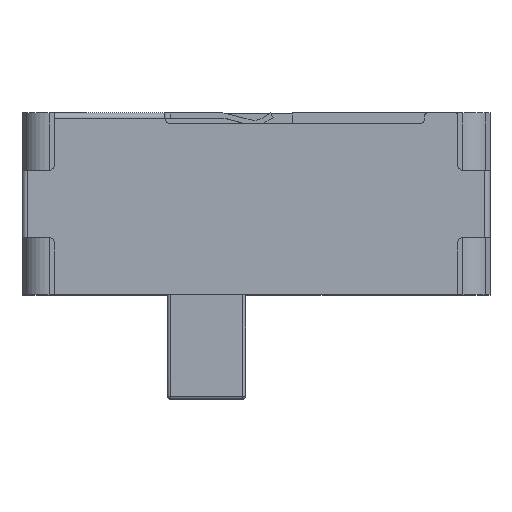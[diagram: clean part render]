
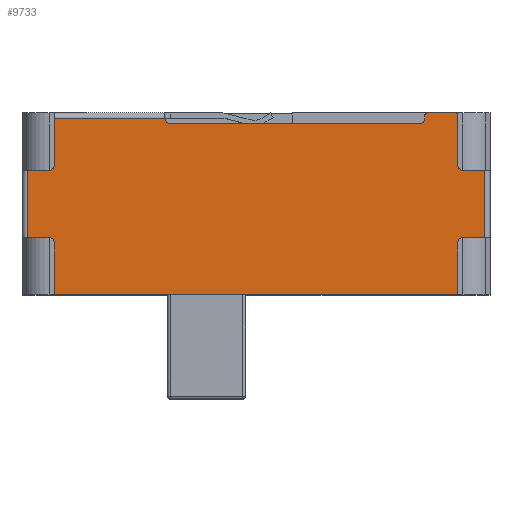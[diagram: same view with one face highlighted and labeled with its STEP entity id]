
A CAD part, top view. The second image highlights one B-rep face of the part: STEP entity #9733.
In plain terms, the highlighted planar face has unit normal (0, 0, 1).
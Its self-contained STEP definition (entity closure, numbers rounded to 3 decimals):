
#468=CIRCLE('',#10391,0.03);
#469=CIRCLE('',#10392,0.03);
#470=CIRCLE('',#10393,0.1);
#471=CIRCLE('',#10394,0.1);
#472=CIRCLE('',#10395,0.03);
#473=CIRCLE('',#10396,0.03);
#474=CIRCLE('',#10397,0.1);
#475=CIRCLE('',#10398,0.1);
#476=CIRCLE('',#10399,0.1);
#477=CIRCLE('',#10400,0.1);
#1221=FACE_OUTER_BOUND('',#1769,.T.);
#1769=EDGE_LOOP('',(#8592,#8593,#8594,#8595,#8596,#8597,#8598,#8599,#8600,
#8601,#8602,#8603,#8604,#8605,#8606,#8607,#8608,#8609,#8610,#8611,#8612,
#8613,#8614,#8615,#8616));
#2748=LINE('',#16305,#3785);
#2754=LINE('',#16319,#3791);
#2787=LINE('',#16445,#3824);
#2788=LINE('',#16450,#3825);
#2789=LINE('',#16454,#3826);
#2790=LINE('',#16456,#3827);
#2791=LINE('',#16458,#3828);
#2792=LINE('',#16462,#3829);
#2793=LINE('',#16467,#3830);
#2794=LINE('',#16471,#3831);
#2795=LINE('',#16475,#3832);
#2796=LINE('',#16477,#3833);
#2797=LINE('',#16481,#3834);
#2798=LINE('',#16483,#3835);
#2799=LINE('',#16485,#3836);
#3785=VECTOR('',#12426,1.);
#3791=VECTOR('',#12436,1.);
#3824=VECTOR('',#12543,1.);
#3825=VECTOR('',#12548,1.);
#3826=VECTOR('',#12551,1.);
#3827=VECTOR('',#12552,1.);
#3828=VECTOR('',#12553,1.);
#3829=VECTOR('',#12556,1.);
#3830=VECTOR('',#12561,1.);
#3831=VECTOR('',#12564,1.);
#3832=VECTOR('',#12567,1.);
#3833=VECTOR('',#12568,1.);
#3834=VECTOR('',#12571,1.);
#3835=VECTOR('',#12572,1.);
#3836=VECTOR('',#12573,1.);
#4697=VERTEX_POINT('',#16302);
#4698=VERTEX_POINT('',#16304);
#4703=VERTEX_POINT('',#16317);
#4704=VERTEX_POINT('',#16318);
#4759=VERTEX_POINT('',#16443);
#4760=VERTEX_POINT('',#16444);
#4761=VERTEX_POINT('',#16447);
#4762=VERTEX_POINT('',#16449);
#4763=VERTEX_POINT('',#16451);
#4764=VERTEX_POINT('',#16453);
#4765=VERTEX_POINT('',#16455);
#4766=VERTEX_POINT('',#16457);
#4767=VERTEX_POINT('',#16459);
#4768=VERTEX_POINT('',#16461);
#4769=VERTEX_POINT('',#16464);
#4770=VERTEX_POINT('',#16466);
#4771=VERTEX_POINT('',#16468);
#4772=VERTEX_POINT('',#16470);
#4773=VERTEX_POINT('',#16472);
#4774=VERTEX_POINT('',#16474);
#4775=VERTEX_POINT('',#16476);
#4776=VERTEX_POINT('',#16478);
#4777=VERTEX_POINT('',#16480);
#4778=VERTEX_POINT('',#16482);
#4779=VERTEX_POINT('',#16484);
#5996=EDGE_CURVE('',#4698,#4697,#2748,.T.);
#6002=EDGE_CURVE('',#4703,#4704,#2754,.T.);
#6065=EDGE_CURVE('',#4759,#4760,#2787,.T.);
#6066=EDGE_CURVE('',#4759,#4698,#468,.T.);
#6067=EDGE_CURVE('',#4697,#4761,#469,.T.);
#6068=EDGE_CURVE('',#4762,#4761,#2788,.T.);
#6069=EDGE_CURVE('',#4762,#4763,#470,.T.);
#6070=EDGE_CURVE('',#4764,#4763,#2789,.T.);
#6071=EDGE_CURVE('',#4764,#4765,#2790,.T.);
#6072=EDGE_CURVE('',#4766,#4765,#2791,.T.);
#6073=EDGE_CURVE('',#4766,#4767,#471,.T.);
#6074=EDGE_CURVE('',#4768,#4767,#2792,.T.);
#6075=EDGE_CURVE('',#4768,#4703,#472,.T.);
#6076=EDGE_CURVE('',#4704,#4769,#473,.T.);
#6077=EDGE_CURVE('',#4770,#4769,#2793,.T.);
#6078=EDGE_CURVE('',#4770,#4771,#474,.T.);
#6079=EDGE_CURVE('',#4772,#4771,#2794,.T.);
#6080=EDGE_CURVE('',#4772,#4773,#475,.T.);
#6081=EDGE_CURVE('',#4773,#4774,#2795,.T.);
#6082=EDGE_CURVE('',#4775,#4774,#2796,.T.);
#6083=EDGE_CURVE('',#4775,#4776,#476,.T.);
#6084=EDGE_CURVE('',#4777,#4776,#2797,.T.);
#6085=EDGE_CURVE('',#4777,#4778,#2798,.T.);
#6086=EDGE_CURVE('',#4779,#4778,#2799,.T.);
#6087=EDGE_CURVE('',#4779,#4760,#477,.T.);
#8592=ORIENTED_EDGE('',*,*,#6065,.F.);
#8593=ORIENTED_EDGE('',*,*,#6066,.T.);
#8594=ORIENTED_EDGE('',*,*,#5996,.T.);
#8595=ORIENTED_EDGE('',*,*,#6067,.T.);
#8596=ORIENTED_EDGE('',*,*,#6068,.F.);
#8597=ORIENTED_EDGE('',*,*,#6069,.T.);
#8598=ORIENTED_EDGE('',*,*,#6070,.F.);
#8599=ORIENTED_EDGE('',*,*,#6071,.T.);
#8600=ORIENTED_EDGE('',*,*,#6072,.F.);
#8601=ORIENTED_EDGE('',*,*,#6073,.T.);
#8602=ORIENTED_EDGE('',*,*,#6074,.F.);
#8603=ORIENTED_EDGE('',*,*,#6075,.T.);
#8604=ORIENTED_EDGE('',*,*,#6002,.T.);
#8605=ORIENTED_EDGE('',*,*,#6076,.T.);
#8606=ORIENTED_EDGE('',*,*,#6077,.F.);
#8607=ORIENTED_EDGE('',*,*,#6078,.T.);
#8608=ORIENTED_EDGE('',*,*,#6079,.F.);
#8609=ORIENTED_EDGE('',*,*,#6080,.T.);
#8610=ORIENTED_EDGE('',*,*,#6081,.T.);
#8611=ORIENTED_EDGE('',*,*,#6082,.F.);
#8612=ORIENTED_EDGE('',*,*,#6083,.T.);
#8613=ORIENTED_EDGE('',*,*,#6084,.F.);
#8614=ORIENTED_EDGE('',*,*,#6085,.T.);
#8615=ORIENTED_EDGE('',*,*,#6086,.F.);
#8616=ORIENTED_EDGE('',*,*,#6087,.T.);
#9256=PLANE('',#10390);
#9733=ADVANCED_FACE('',(#1221),#9256,.T.);
#10390=AXIS2_PLACEMENT_3D('',#16442,#12541,#12542);
#10391=AXIS2_PLACEMENT_3D('',#16446,#12544,#12545);
#10392=AXIS2_PLACEMENT_3D('',#16448,#12546,#12547);
#10393=AXIS2_PLACEMENT_3D('',#16452,#12549,#12550);
#10394=AXIS2_PLACEMENT_3D('',#16460,#12554,#12555);
#10395=AXIS2_PLACEMENT_3D('',#16463,#12557,#12558);
#10396=AXIS2_PLACEMENT_3D('',#16465,#12559,#12560);
#10397=AXIS2_PLACEMENT_3D('',#16469,#12562,#12563);
#10398=AXIS2_PLACEMENT_3D('',#16473,#12565,#12566);
#10399=AXIS2_PLACEMENT_3D('',#16479,#12569,#12570);
#10400=AXIS2_PLACEMENT_3D('',#16486,#12574,#12575);
#12426=DIRECTION('',(1.,0.,0.));
#12436=DIRECTION('',(-1.,0.,0.));
#12541=DIRECTION('center_axis',(0.,0.,1.));
#12542=DIRECTION('ref_axis',(1.,0.,0.));
#12543=DIRECTION('',(0.,1.,0.));
#12544=DIRECTION('center_axis',(0.,0.,1.));
#12545=DIRECTION('ref_axis',(1.,0.,0.));
#12546=DIRECTION('center_axis',(0.,0.,1.));
#12547=DIRECTION('ref_axis',(1.,0.,0.));
#12548=DIRECTION('',(0.,-1.,0.));
#12549=DIRECTION('center_axis',(0.,0.,-1.));
#12550=DIRECTION('ref_axis',(1.,0.,0.));
#12551=DIRECTION('',(-1.,0.,0.));
#12552=DIRECTION('',(0.,1.,0.));
#12553=DIRECTION('',(1.,0.,0.));
#12554=DIRECTION('center_axis',(0.,0.,-1.));
#12555=DIRECTION('ref_axis',(1.,0.,0.));
#12556=DIRECTION('',(0.,-1.,0.));
#12557=DIRECTION('center_axis',(0.,0.,1.));
#12558=DIRECTION('ref_axis',(1.,0.,0.));
#12559=DIRECTION('center_axis',(0.,0.,1.));
#12560=DIRECTION('ref_axis',(1.,0.,0.));
#12561=DIRECTION('',(0.,1.,0.));
#12562=DIRECTION('center_axis',(0.,0.,-1.));
#12563=DIRECTION('ref_axis',(1.,0.,0.));
#12564=DIRECTION('',(1.,0.,0.));
#12565=DIRECTION('center_axis',(0.,0.,-1.));
#12566=DIRECTION('ref_axis',(1.,0.,0.));
#12567=DIRECTION('',(-1.,0.,0.));
#12568=DIRECTION('',(0.,1.,0.));
#12569=DIRECTION('center_axis',(0.,0.,-1.));
#12570=DIRECTION('ref_axis',(1.,0.,0.));
#12571=DIRECTION('',(1.,0.,0.));
#12572=DIRECTION('',(0.,-1.,0.));
#12573=DIRECTION('',(-1.,0.,0.));
#12574=DIRECTION('center_axis',(0.,0.,-1.));
#12575=DIRECTION('ref_axis',(1.,0.,0.));
#16302=CARTESIAN_POINT('',(-4.017,5.643,1.6));
#16304=CARTESIAN_POINT('',(-11.707,5.643,1.6));
#16305=CARTESIAN_POINT('',(-3.362,5.643,1.6));
#16317=CARTESIAN_POINT('',(-4.017,9.143,1.6));
#16318=CARTESIAN_POINT('',(-4.582,9.143,1.6));
#16319=CARTESIAN_POINT('',(-3.362,9.143,1.6));
#16442=CARTESIAN_POINT('Origin',(-7.862,7.393,1.6));
#16443=CARTESIAN_POINT('',(-11.737,5.673,1.6));
#16444=CARTESIAN_POINT('',(-11.737,6.643,1.6));
#16445=CARTESIAN_POINT('',(-11.737,5.643,1.6));
#16446=CARTESIAN_POINT('Origin',(-11.707,5.673,1.6));
#16447=CARTESIAN_POINT('',(-3.987,5.673,1.6));
#16448=CARTESIAN_POINT('Origin',(-4.017,5.673,1.6));
#16449=CARTESIAN_POINT('',(-3.987,6.643,1.6));
#16450=CARTESIAN_POINT('',(-3.987,5.643,1.6));
#16451=CARTESIAN_POINT('',(-3.887,6.743,1.6));
#16452=CARTESIAN_POINT('Origin',(-3.887,6.643,1.6));
#16453=CARTESIAN_POINT('',(-3.462,6.743,1.6));
#16454=CARTESIAN_POINT('',(-3.987,6.743,1.6));
#16455=CARTESIAN_POINT('',(-3.462,8.043,1.6));
#16456=CARTESIAN_POINT('',(-3.462,8.043,1.6));
#16457=CARTESIAN_POINT('',(-3.887,8.043,1.6));
#16458=CARTESIAN_POINT('',(-3.987,8.043,1.6));
#16459=CARTESIAN_POINT('',(-3.987,8.143,1.6));
#16460=CARTESIAN_POINT('Origin',(-3.887,8.143,1.6));
#16461=CARTESIAN_POINT('',(-3.987,9.113,1.6));
#16462=CARTESIAN_POINT('',(-3.987,9.143,1.6));
#16463=CARTESIAN_POINT('Origin',(-4.017,9.113,1.6));
#16464=CARTESIAN_POINT('',(-4.612,9.113,1.6));
#16465=CARTESIAN_POINT('Origin',(-4.582,9.113,1.6));
#16466=CARTESIAN_POINT('',(-4.612,9.043,1.6));
#16467=CARTESIAN_POINT('',(-4.612,9.143,1.6));
#16468=CARTESIAN_POINT('',(-4.712,8.943,1.6));
#16469=CARTESIAN_POINT('Origin',(-4.712,9.043,1.6));
#16470=CARTESIAN_POINT('',(-9.512,8.943,1.6));
#16471=CARTESIAN_POINT('',(-9.612,8.943,1.6));
#16472=CARTESIAN_POINT('',(-9.612,9.043,1.6));
#16473=CARTESIAN_POINT('Origin',(-9.512,9.043,1.6));
#16474=CARTESIAN_POINT('',(-11.737,9.043,1.6));
#16475=CARTESIAN_POINT('',(-11.737,9.043,1.6));
#16476=CARTESIAN_POINT('',(-11.737,8.143,1.6));
#16477=CARTESIAN_POINT('',(-11.737,9.143,1.6));
#16478=CARTESIAN_POINT('',(-11.837,8.043,1.6));
#16479=CARTESIAN_POINT('Origin',(-11.837,8.143,1.6));
#16480=CARTESIAN_POINT('',(-12.262,8.043,1.6));
#16481=CARTESIAN_POINT('',(-11.737,8.043,1.6));
#16482=CARTESIAN_POINT('',(-12.262,6.743,1.6));
#16483=CARTESIAN_POINT('',(-12.262,6.743,1.6));
#16484=CARTESIAN_POINT('',(-11.837,6.743,1.6));
#16485=CARTESIAN_POINT('',(-11.737,6.743,1.6));
#16486=CARTESIAN_POINT('Origin',(-11.837,6.643,1.6));
